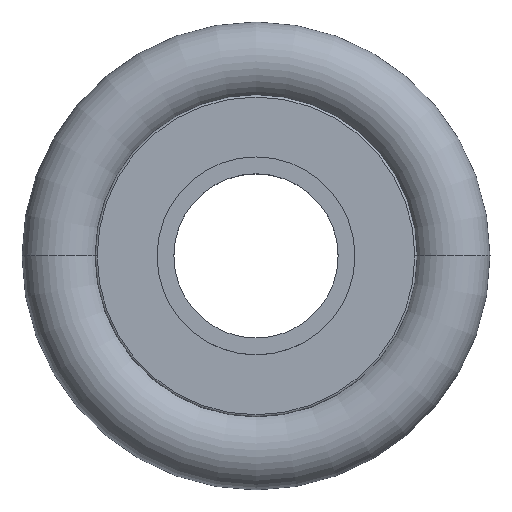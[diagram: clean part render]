
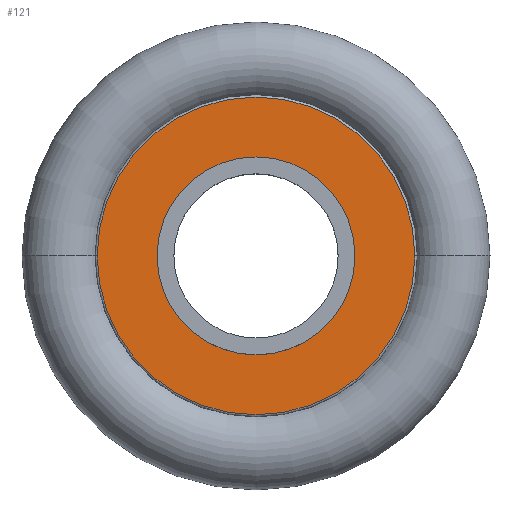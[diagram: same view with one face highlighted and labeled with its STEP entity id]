
A CAD part, top view. The second image highlights one B-rep face of the part: STEP entity #121.
In plain terms, the highlighted planar face has unit normal (0, 0, 1).
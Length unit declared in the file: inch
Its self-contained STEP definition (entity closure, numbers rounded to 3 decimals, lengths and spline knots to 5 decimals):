
#27 = DIRECTION ( 'NONE',  ( -1., 0., 0. ) ) ;
#34 = PLANE ( 'NONE',  #383 ) ;
#76 = CARTESIAN_POINT ( 'NONE',  ( 0., 0., 0.2345 ) ) ;
#95 = CARTESIAN_POINT ( 'NONE',  ( 0., 0., 0.2345 ) ) ;
#98 = CARTESIAN_POINT ( 'NONE',  ( 0., 0., 0.2345 ) ) ;
#121 = ADVANCED_FACE ( 'NONE', ( #638, #230 ), #34, .F. ) ;
#122 = ORIENTED_EDGE ( 'NONE', *, *, #593, .T. ) ;
#131 = VERTEX_POINT ( 'NONE', #166 ) ;
#144 = CARTESIAN_POINT ( 'NONE',  ( -0.37728, 0., 0.2345 ) ) ;
#146 = AXIS2_PLACEMENT_3D ( 'NONE', #161, #350, #299 ) ;
#161 = CARTESIAN_POINT ( 'NONE',  ( 0., 0., 0.2345 ) ) ;
#164 = AXIS2_PLACEMENT_3D ( 'NONE', #95, #370, #318 ) ;
#166 = CARTESIAN_POINT ( 'NONE',  ( 0.235, 0., 0.2345 ) ) ;
#211 = ORIENTED_EDGE ( 'NONE', *, *, #832, .T. ) ;
#212 = CARTESIAN_POINT ( 'NONE',  ( -0.235, 0., 0.2345 ) ) ;
#218 = CIRCLE ( 'NONE', #164, 0.235 ) ;
#230 = FACE_BOUND ( 'NONE', #517, .T. ) ;
#248 = ORIENTED_EDGE ( 'NONE', *, *, #338, .T. ) ;
#299 = DIRECTION ( 'NONE',  ( -1., 0., 0. ) ) ;
#302 = AXIS2_PLACEMENT_3D ( 'NONE', #98, #423, #27 ) ;
#318 = DIRECTION ( 'NONE',  ( -1., 0., 0. ) ) ;
#338 = EDGE_CURVE ( 'NONE', #562, #809, #714, .T. ) ;
#348 = DIRECTION ( 'NONE',  ( -1., 0., 0. ) ) ;
#350 = DIRECTION ( 'NONE',  ( 0., 0., -1. ) ) ;
#370 = DIRECTION ( 'NONE',  ( 0., 0., -1. ) ) ;
#383 = AXIS2_PLACEMENT_3D ( 'NONE', #632, #710, #384 ) ;
#384 = DIRECTION ( 'NONE',  ( -1., 0., 0. ) ) ;
#420 = CIRCLE ( 'NONE', #146, 0.235 ) ;
#423 = DIRECTION ( 'NONE',  ( 0., 0., 1. ) ) ;
#517 = EDGE_LOOP ( 'NONE', ( #211, #122 ) ) ;
#558 = CARTESIAN_POINT ( 'NONE',  ( 0.37728, 0., 0.2345 ) ) ;
#562 = VERTEX_POINT ( 'NONE', #558 ) ;
#593 = EDGE_CURVE ( 'NONE', #131, #667, #218, .T. ) ;
#612 = DIRECTION ( 'NONE',  ( 0., 0., 1. ) ) ;
#632 = CARTESIAN_POINT ( 'NONE',  ( 0.235, 0., 0.2345 ) ) ;
#638 = FACE_OUTER_BOUND ( 'NONE', #675, .T. ) ;
#667 = VERTEX_POINT ( 'NONE', #212 ) ;
#670 = ORIENTED_EDGE ( 'NONE', *, *, #815, .T. ) ;
#675 = EDGE_LOOP ( 'NONE', ( #670, #248 ) ) ;
#679 = CIRCLE ( 'NONE', #302, 0.37728 ) ;
#710 = DIRECTION ( 'NONE',  ( 0., 0., -1. ) ) ;
#714 = CIRCLE ( 'NONE', #776, 0.37728 ) ;
#776 = AXIS2_PLACEMENT_3D ( 'NONE', #76, #612, #348 ) ;
#809 = VERTEX_POINT ( 'NONE', #144 ) ;
#815 = EDGE_CURVE ( 'NONE', #809, #562, #679, .T. ) ;
#832 = EDGE_CURVE ( 'NONE', #667, #131, #420, .T. ) ;
